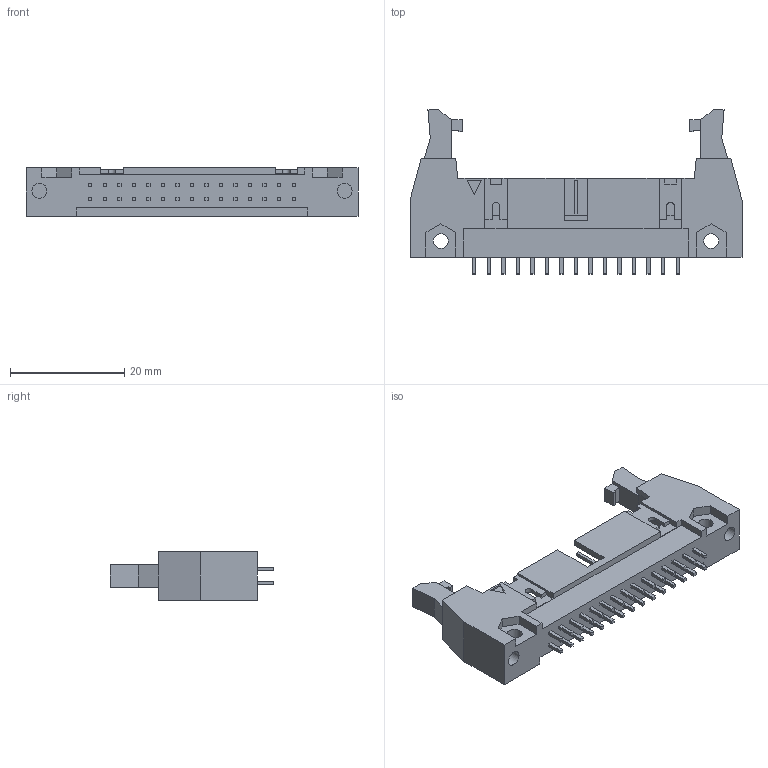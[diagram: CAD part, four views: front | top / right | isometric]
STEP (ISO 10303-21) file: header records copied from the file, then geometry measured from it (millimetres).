
FILE_DESCRIPTION(/* description */ (''),/* implementation_level */ '2;1');
FILE_NAME(/* name */ '100081331ugm000_b.stp',/* time_stamp */ '2015-12-07T14:26:54+01:00',/* author */ (''),/* organization */ (''),/* preprocessor_version */ 'ST-DEVELOPER v15',/* originating_system */ 'SIEMENS PLM Software NX 8.5',/* authorisation */ '');
FILE_SCHEMA (('AUTOMOTIVE_DESIGN { 1 0 10303 214 3 1 1 1 }'));
Length unit declared in the file: millimetre
Products named in the file (1): 100081331ugm000_b
Bounding box: 58 x 28.65 x 8.5 mm (x, y, z)
Volume: 4941.4 mm3; surface area: 4779.6 mm2
Topology: 1 solids, 1 shells, 410 faces, 1033 edges, 686 vertices
Faces by surface type: plane 404, cylinder 6
Full cylindrical faces by diameter (mm): 2.6 x4
Entity records: 14154 total; most frequent: CARTESIAN_POINT 2126, ORIENTED_EDGE 2058, DIRECTION 1863, EDGE_CURVE 1029, LINE 1017, VECTOR 1017, VERTEX_POINT 686, EDGE_LOOP 483
